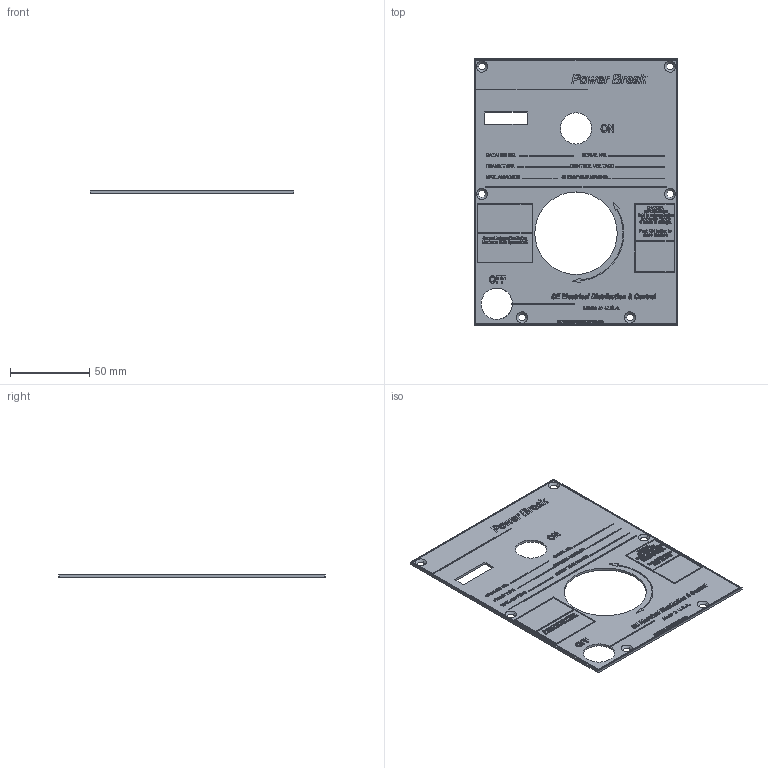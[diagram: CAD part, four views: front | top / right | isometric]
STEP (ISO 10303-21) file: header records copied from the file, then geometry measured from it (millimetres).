
FILE_DESCRIPTION (( 'STEP AP214' ), '1' );
FILE_NAME ('PB1NSEL.STEP', '2021-05-25T07:20:19', ( '' ), ( '' ), 'SwSTEP 2.0', 'SolidWorks 2017', '' );
FILE_SCHEMA (( 'AUTOMOTIVE_DESIGN' ));
Length unit declared in the file: inch
Products named in the file (1): PB1NSEL
Bounding box: 128.52 x 168.15 x 1.78 mm (x, y, z)
Volume: 28484.5 mm3; surface area: 40016.5 mm2
Topology: 1 solids, 1 shells, 4115 faces, 11071 edges, 7380 vertices
Faces by surface type: plane 2531, bspline 1560, cylinder 12, cone 12
Entity records: 255653 total; most frequent: CARTESIAN_POINT 111319, ORIENTED_EDGE 22142, DIRECTION 13113, EDGE_CURVE 11071, VECTOR 7901, LINE 7901, VERTEX_POINT 7380, EDGE_LOOP 4557
